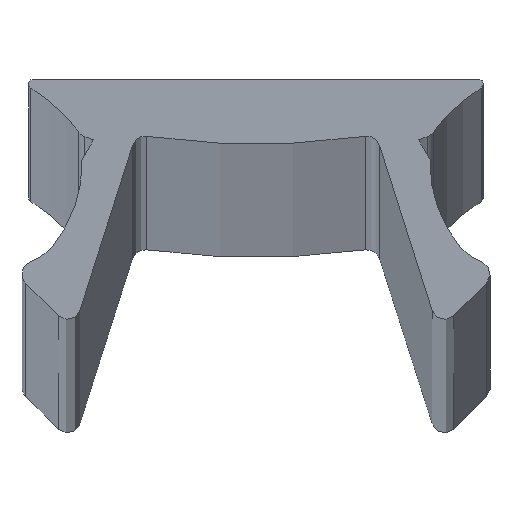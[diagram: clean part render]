
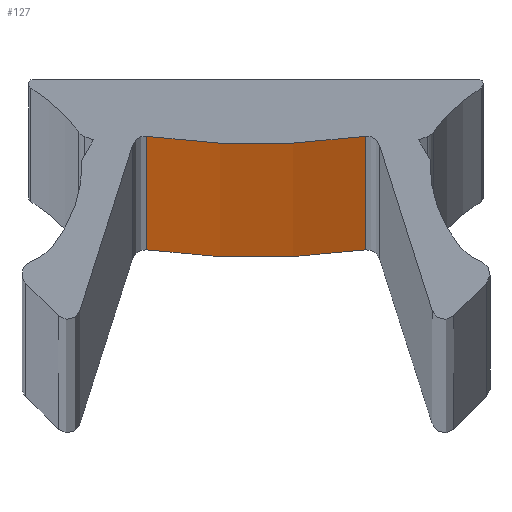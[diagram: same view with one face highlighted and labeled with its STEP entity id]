
A CAD part, top view. The second image highlights one B-rep face of the part: STEP entity #127.
In plain terms, the highlighted cylindrical face has radius 12 mm (diameter 24 mm), a partial arc.
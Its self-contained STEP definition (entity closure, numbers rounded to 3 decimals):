
#30 = CARTESIAN_POINT ( 'NONE',  ( -1.681, -0.882, 500. ) ) ;
#117 = VERTEX_POINT ( 'NONE', #659 ) ;
#119 = FACE_OUTER_BOUND ( 'NONE', #264, .T. ) ;
#121 = DIRECTION ( 'NONE',  ( 0., 0., 1. ) ) ;
#124 = CARTESIAN_POINT ( 'NONE',  ( 1.681, -0.882, 500. ) ) ;
#127 = ADVANCED_FACE ( 'NONE', ( #119 ), #709, .T. ) ;
#152 = VERTEX_POINT ( 'NONE', #638 ) ;
#209 = VERTEX_POINT ( 'NONE', #556 ) ;
#264 = EDGE_LOOP ( 'NONE', ( #413, #1064, #911, #461 ) ) ;
#275 = CIRCLE ( 'NONE', #463, 12. ) ;
#321 = DIRECTION ( 'NONE',  ( 0., 0., 1. ) ) ;
#327 = CARTESIAN_POINT ( 'NONE',  ( -1.681, -0.882, 500. ) ) ;
#333 = AXIS2_PLACEMENT_3D ( 'NONE', #656, #647, #658 ) ;
#353 = DIRECTION ( 'NONE',  ( 0., 0., -1. ) ) ;
#413 = ORIENTED_EDGE ( 'NONE', *, *, #685, .F. ) ;
#426 = CARTESIAN_POINT ( 'NONE',  ( 0., 11., -500. ) ) ;
#442 = AXIS2_PLACEMENT_3D ( 'NONE', #426, #321, #459 ) ;
#459 = DIRECTION ( 'NONE',  ( -1., 0., 0. ) ) ;
#461 = ORIENTED_EDGE ( 'NONE', *, *, #991, .T. ) ;
#463 = AXIS2_PLACEMENT_3D ( 'NONE', #566, #563, #561 ) ;
#556 = CARTESIAN_POINT ( 'NONE',  ( 1.681, -0.882, 500. ) ) ;
#561 = DIRECTION ( 'NONE',  ( -1., 0., 0. ) ) ;
#563 = DIRECTION ( 'NONE',  ( 0., 0., 1. ) ) ;
#566 = CARTESIAN_POINT ( 'NONE',  ( 0., 11., 500. ) ) ;
#593 = VERTEX_POINT ( 'NONE', #30 ) ;
#612 = EDGE_CURVE ( 'NONE', #152, #117, #755, .T. ) ;
#638 = CARTESIAN_POINT ( 'NONE',  ( -1.681, -0.882, -500. ) ) ;
#647 = DIRECTION ( 'NONE',  ( 0., 0., -1. ) ) ;
#656 = CARTESIAN_POINT ( 'NONE',  ( 0., 11., 500. ) ) ;
#658 = DIRECTION ( 'NONE',  ( -1., 0., 0. ) ) ;
#659 = CARTESIAN_POINT ( 'NONE',  ( 1.681, -0.882, -500. ) ) ;
#685 = EDGE_CURVE ( 'NONE', #593, #209, #275, .T. ) ;
#709 = CYLINDRICAL_SURFACE ( 'NONE', #333, 12. ) ;
#755 = CIRCLE ( 'NONE', #442, 12. ) ;
#873 = LINE ( 'NONE', #124, #898 ) ;
#898 = VECTOR ( 'NONE', #121, 1000. ) ;
#911 = ORIENTED_EDGE ( 'NONE', *, *, #612, .T. ) ;
#927 = EDGE_CURVE ( 'NONE', #593, #152, #1023, .T. ) ;
#991 = EDGE_CURVE ( 'NONE', #117, #209, #873, .T. ) ;
#1023 = LINE ( 'NONE', #327, #1042 ) ;
#1042 = VECTOR ( 'NONE', #353, 1000. ) ;
#1064 = ORIENTED_EDGE ( 'NONE', *, *, #927, .T. ) ;
